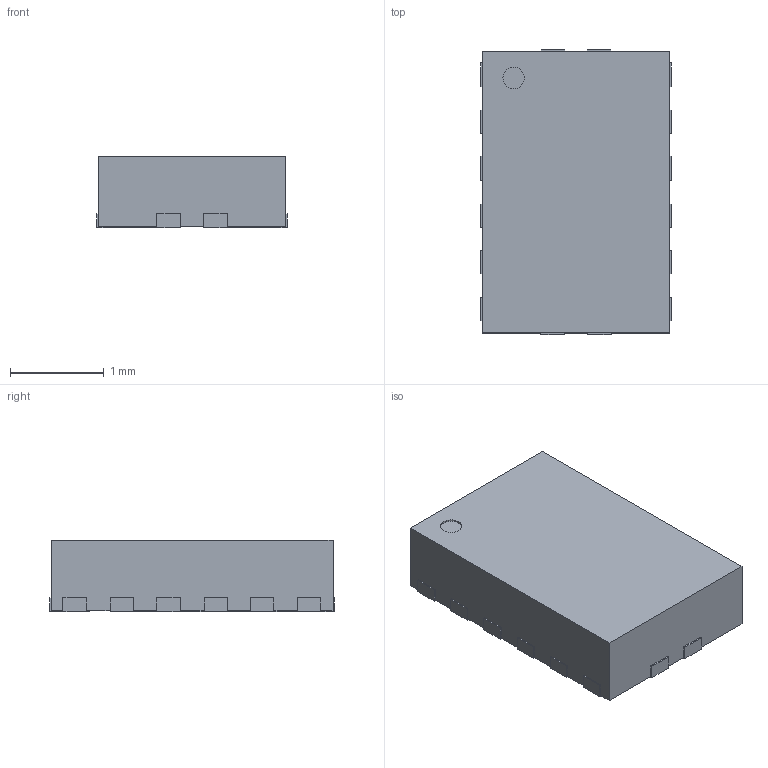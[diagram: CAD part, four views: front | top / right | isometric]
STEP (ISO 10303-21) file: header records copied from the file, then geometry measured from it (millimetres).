
FILE_DESCRIPTION(/* description */ ('Unknown'),/* implementation_level */ '2;1');
FILE_NAME(/* name */ 'LTC4451AV#TRMPBF',/* time_stamp */ '2023-12-07T07:43:59+02:00',/* author */ ('Unknown'),/* organization */ ('Unknown'),/* preprocessor_version */ 'ST-DEVELOPER v18.102',/* originating_system */ 'Solid Edge',/* authorisation */ 'Unknown');
FILE_SCHEMA (('AUTOMOTIVE_DESIGN {1 0 10303 214 3 1 1}'));
Length unit declared in the file: millimetre
Products named in the file (1): LTC4451AV#TRMPBF
Bounding box: 2.03 x 3.04 x 0.76 mm (x, y, z)
Volume: 4.5 mm3; surface area: 19.8 mm2
Topology: 1 solids, 1 shells, 108 faces, 315 edges, 210 vertices
Faces by surface type: plane 99, cylinder 9
Full cylindrical faces by diameter (mm): 0.229 x1
Entity records: 4292 total; most frequent: CARTESIAN_POINT 633, ORIENTED_EDGE 628, DIRECTION 550, EDGE_CURVE 314, LINE 296, VECTOR 296, VERTEX_POINT 210, AXIS2_PLACEMENT_3D 127
